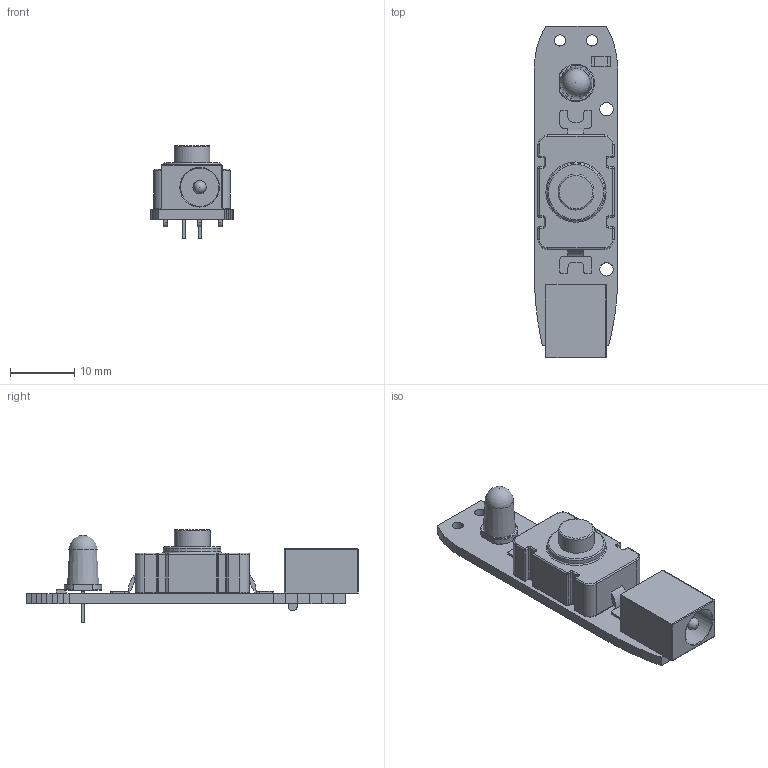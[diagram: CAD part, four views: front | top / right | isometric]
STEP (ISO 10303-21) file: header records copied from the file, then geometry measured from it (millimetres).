
FILE_DESCRIPTION(('for SolidWorks'),'2;1');
FILE_NAME('fs_switch_pcb_small_jack.step', '2018-12-29T16:22:16',('fape8'),(''),'Open CASCADE STEP processor 6.6' ,'DipTrace','Unknown');
FILE_SCHEMA(('AUTOMOTIVE_DESIGN { 1 0 10303 214 1 1 1 1 }'));
Length unit declared in the file: millimetre
Products named in the file (6): PCB_fs_switch_pcb_small_jack; Board_fs_switch_pcb_small_jack; led-5r_blue; DC-044; res_1206; kan28_half
Assembly tree (5 placements, depth 2):
  PCB_fs_switch_pcb_small_jack
    Board_fs_switch_pcb_small_jack
    led-5r_blue
    DC-044
    res_1206
    kan28_half
Bounding box: 13.02 x 51.85 x 14.51 mm (x, y, z)
Volume: 1119.5 mm3; surface area: 3553.2 mm2
Topology: 3 solids, 10 shells, 445 faces, 1079 edges, 661 vertices
Faces by surface type: plane 242, cylinder 142, torus 30, sphere 30, cone 1
Full cylindrical faces by diameter (mm): 0.889 x2, 1.75 x2, 2 x1, 2.1 x4, 2.5 x1, 5.6 x1, 6 x1, 9 x1
Entity records: 15771 total; most frequent: CARTESIAN_POINT 2589, DIRECTION 2279, ORIENTED_EDGE 2154, EDGE_CURVE 1077, LINE 769, VECTOR 769, AXIS2_PLACEMENT_3D 755, VERTEX_POINT 661
